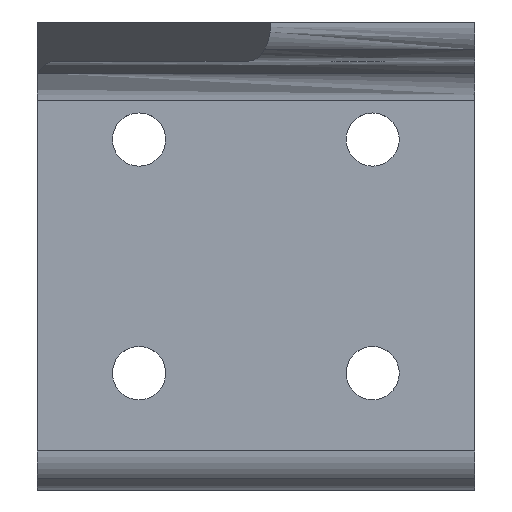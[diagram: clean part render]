
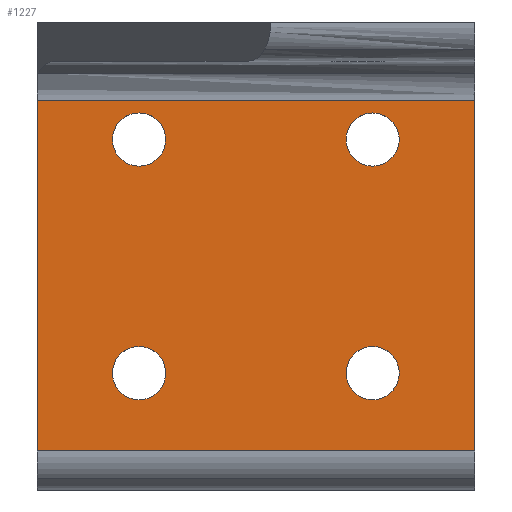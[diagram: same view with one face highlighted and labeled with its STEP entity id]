
A CAD part, top view. The second image highlights one B-rep face of the part: STEP entity #1227.
In plain terms, the highlighted free-form (B-spline) face has degree [1, 1] with [2, 2] control points.
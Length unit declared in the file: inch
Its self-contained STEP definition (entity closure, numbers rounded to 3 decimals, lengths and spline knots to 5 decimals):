
#238=CARTESIAN_POINT('',(-1.405,-0.5,0.25));
#239=VERTEX_POINT('',#238);
#247=CARTESIAN_POINT('',(1.405,-0.5,0.25));
#248=VERTEX_POINT('',#247);
#249=CARTESIAN_POINT('',(-1.405,-0.5,0.25));
#250=DIRECTION('',(1.0,0.0,0.0));
#251=VECTOR('',#250,2.81);
#252=LINE('',#249,#251);
#253=EDGE_CURVE('',#239,#248,#252,.T.);
#480=CARTESIAN_POINT('',(-0.922,-2.25,0.25));
#481=VERTEX_POINT('',#480);
#490=CARTESIAN_POINT('',(-0.58,-2.25,0.25));
#491=VERTEX_POINT('',#490);
#492=CARTESIAN_POINT('',(-0.751,-2.25,0.25));
#493=DIRECTION('',(0.0,0.0,1.0));
#494=DIRECTION('',(-1.0,0.0,0.0));
#495=AXIS2_PLACEMENT_3D('',#492,#493,#494);
#496=CIRCLE('',#495,0.171);
#497=EDGE_CURVE('',#481,#491,#496,.T.);
#543=CARTESIAN_POINT('',(-0.922,-0.75,0.25));
#544=VERTEX_POINT('',#543);
#553=CARTESIAN_POINT('',(-0.58,-0.75,0.25));
#554=VERTEX_POINT('',#553);
#555=CARTESIAN_POINT('',(-0.751,-0.75,0.25));
#556=DIRECTION('',(0.0,0.0,1.0));
#557=DIRECTION('',(-1.0,0.0,0.0));
#558=AXIS2_PLACEMENT_3D('',#555,#556,#557);
#559=CIRCLE('',#558,0.171);
#560=EDGE_CURVE('',#544,#554,#559,.T.);
#606=CARTESIAN_POINT('',(0.578,-0.75,0.25));
#607=VERTEX_POINT('',#606);
#616=CARTESIAN_POINT('',(0.92,-0.75,0.25));
#617=VERTEX_POINT('',#616);
#618=CARTESIAN_POINT('',(0.749,-0.75,0.25));
#619=DIRECTION('',(0.0,0.0,1.0));
#620=DIRECTION('',(-1.0,0.0,0.0));
#621=AXIS2_PLACEMENT_3D('',#618,#619,#620);
#622=CIRCLE('',#621,0.171);
#623=EDGE_CURVE('',#607,#617,#622,.T.);
#669=CARTESIAN_POINT('',(0.578,-2.25,0.25));
#670=VERTEX_POINT('',#669);
#679=CARTESIAN_POINT('',(0.92,-2.25,0.25));
#680=VERTEX_POINT('',#679);
#681=CARTESIAN_POINT('',(0.749,-2.25,0.25));
#682=DIRECTION('',(0.0,0.0,1.0));
#683=DIRECTION('',(-1.0,0.0,0.0));
#684=AXIS2_PLACEMENT_3D('',#681,#682,#683);
#685=CIRCLE('',#684,0.171);
#686=EDGE_CURVE('',#670,#680,#685,.T.);
#741=CARTESIAN_POINT('',(0.749,-2.25,0.25));
#742=DIRECTION('',(0.0,0.0,1.0));
#743=DIRECTION('',(-1.0,0.0,0.0));
#744=AXIS2_PLACEMENT_3D('',#741,#742,#743);
#745=CIRCLE('',#744,0.171);
#746=EDGE_CURVE('',#680,#670,#745,.T.);
#786=CARTESIAN_POINT('',(0.749,-0.75,0.25));
#787=DIRECTION('',(0.0,0.0,1.0));
#788=DIRECTION('',(-1.0,0.0,0.0));
#789=AXIS2_PLACEMENT_3D('',#786,#787,#788);
#790=CIRCLE('',#789,0.171);
#791=EDGE_CURVE('',#617,#607,#790,.T.);
#831=CARTESIAN_POINT('',(-0.751,-0.75,0.25));
#832=DIRECTION('',(0.0,0.0,1.0));
#833=DIRECTION('',(-1.0,0.0,0.0));
#834=AXIS2_PLACEMENT_3D('',#831,#832,#833);
#835=CIRCLE('',#834,0.171);
#836=EDGE_CURVE('',#554,#544,#835,.T.);
#876=CARTESIAN_POINT('',(-0.751,-2.25,0.25));
#877=DIRECTION('',(0.0,0.0,1.0));
#878=DIRECTION('',(-1.0,0.0,0.0));
#879=AXIS2_PLACEMENT_3D('',#876,#877,#878);
#880=CIRCLE('',#879,0.171);
#881=EDGE_CURVE('',#491,#481,#880,.T.);
#1181=CARTESIAN_POINT('',(1.405,-0.5,0.25));
#1182=CARTESIAN_POINT('',(-1.405,-0.5,0.25));
#1183=CARTESIAN_POINT('',(1.405,-2.75,0.25));
#1184=CARTESIAN_POINT('',(-1.405,-2.75,0.25));
#1185=B_SPLINE_SURFACE_WITH_KNOTS('',1,1,((#1181,#1183),(#1182,#1184)),.UNSPECIFIED.,.F.,.F.,.U.,(2,2),(2,2),(0.0,2.81),(0.0,2.25),.UNSPECIFIED.);
#1186=CARTESIAN_POINT('',(1.405,-2.75,0.25));
#1187=VERTEX_POINT('',#1186);
#1188=CARTESIAN_POINT('',(1.405,-0.5,0.25));
#1189=DIRECTION('',(0.0,-1.0,0.0));
#1190=VECTOR('',#1189,2.25);
#1191=LINE('',#1188,#1190);
#1192=EDGE_CURVE('',#248,#1187,#1191,.T.);
#1193=ORIENTED_EDGE('',*,*,#1192,.F.);
#1194=ORIENTED_EDGE('',*,*,#253,.F.);
#1195=CARTESIAN_POINT('',(-1.405,-2.75,0.25));
#1196=VERTEX_POINT('',#1195);
#1197=CARTESIAN_POINT('',(-1.405,-0.5,0.25));
#1198=DIRECTION('',(0.0,-1.0,0.0));
#1199=VECTOR('',#1198,2.25);
#1200=LINE('',#1197,#1199);
#1201=EDGE_CURVE('',#239,#1196,#1200,.T.);
#1202=ORIENTED_EDGE('',*,*,#1201,.T.);
#1203=CARTESIAN_POINT('',(-1.405,-2.75,0.25));
#1204=DIRECTION('',(1.0,0.0,0.0));
#1205=VECTOR('',#1204,2.81);
#1206=LINE('',#1203,#1205);
#1207=EDGE_CURVE('',#1196,#1187,#1206,.T.);
#1208=ORIENTED_EDGE('',*,*,#1207,.T.);
#1209=EDGE_LOOP('',(#1193,#1194,#1202,#1208));
#1210=FACE_OUTER_BOUND('',#1209,.T.);
#1211=ORIENTED_EDGE('',*,*,#686,.F.);
#1212=ORIENTED_EDGE('',*,*,#746,.F.);
#1213=EDGE_LOOP('',(#1211,#1212));
#1214=FACE_BOUND('',#1213,.T.);
#1215=ORIENTED_EDGE('',*,*,#623,.F.);
#1216=ORIENTED_EDGE('',*,*,#791,.F.);
#1217=EDGE_LOOP('',(#1215,#1216));
#1218=FACE_BOUND('',#1217,.T.);
#1219=ORIENTED_EDGE('',*,*,#560,.F.);
#1220=ORIENTED_EDGE('',*,*,#836,.F.);
#1221=EDGE_LOOP('',(#1219,#1220));
#1222=FACE_BOUND('',#1221,.T.);
#1223=ORIENTED_EDGE('',*,*,#497,.F.);
#1224=ORIENTED_EDGE('',*,*,#881,.F.);
#1225=EDGE_LOOP('',(#1223,#1224));
#1226=FACE_BOUND('',#1225,.T.);
#1227=ADVANCED_FACE('',(#1210,#1214,#1218,#1222,#1226),#1185,.T.);
